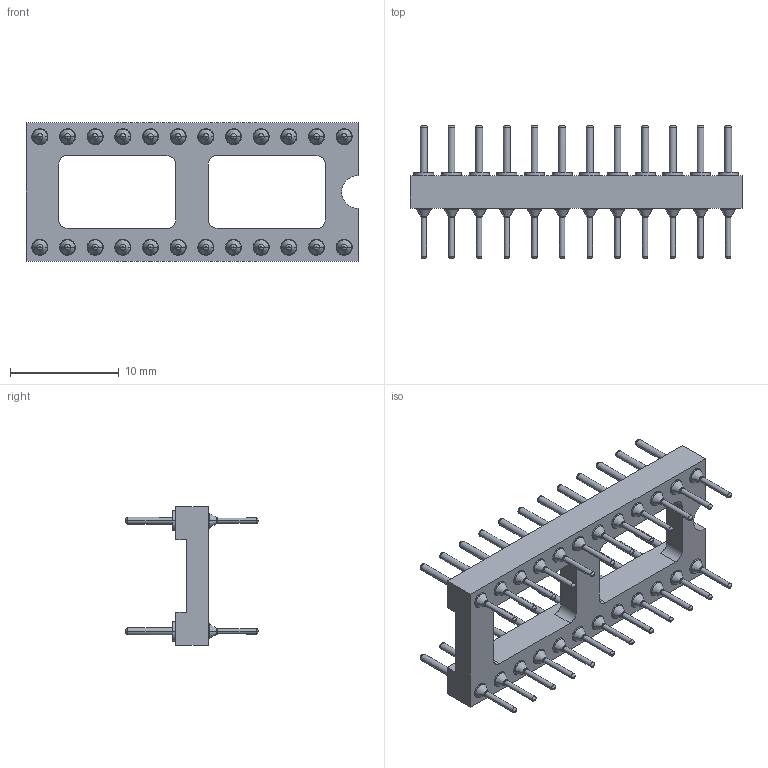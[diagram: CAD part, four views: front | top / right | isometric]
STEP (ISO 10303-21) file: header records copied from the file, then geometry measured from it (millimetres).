
FILE_DESCRIPTION( ('This file contains a STEP AP42 implementation' ,'as created by ZW3D STEP Interface translator.') ,'2;1' );
FILE_NAME( '3560-30324SXX122X1.stp' ,'231221. 9 542', (''), ('ZWCAD Software Co.'), 'Version 1.0', 'ZW3D to STEP translator', '' );
FILE_SCHEMA(('AUTOMOTIVE_DESIGN { 1 0 10303 214 1 1 1 1 }'));
Length unit declared in the file: millimetre
Products named in the file (2): 0; 3560-30324SXX122X1
Bounding box: 30.48 x 12.2 x 12.7 mm (x, y, z)
Volume: 732.3 mm3; surface area: 2009.1 mm2
Topology: 1 solids, 25 shells, 891 faces, 1857 edges, 1062 vertices
Faces by surface type: bspline 624, plane 161, cone 96, cylinder 10
Entity records: 55911 total; most frequent: CARTESIAN_POINT 42748, ORIENTED_EDGE 3618, EDGE_CURVE 1809, B_SPLINE_CURVE_WITH_KNOTS 1665, VERTEX_POINT 1062, EDGE_LOOP 1037, FACE_OUTER_BOUND 891, ADVANCED_FACE 891
